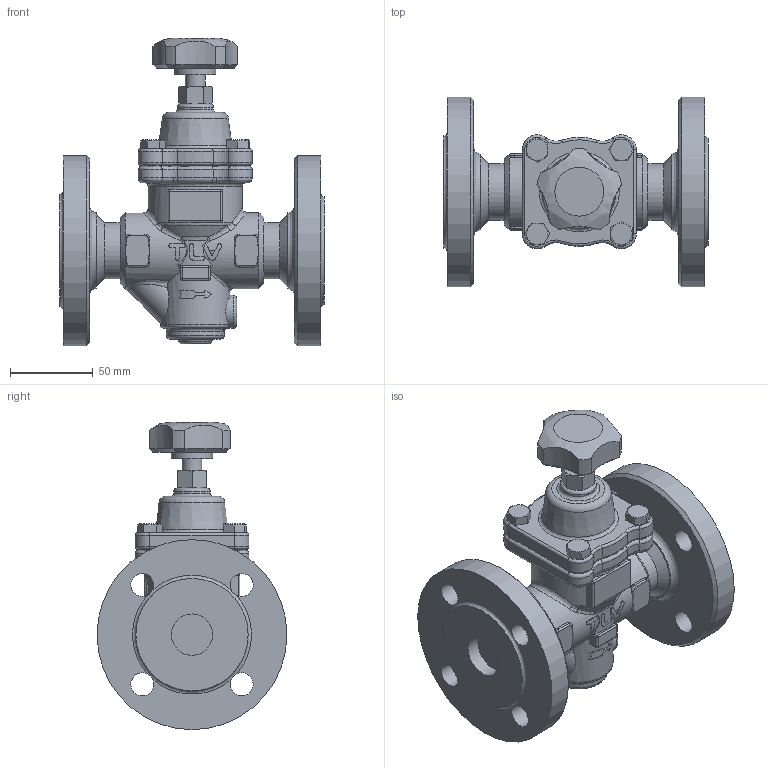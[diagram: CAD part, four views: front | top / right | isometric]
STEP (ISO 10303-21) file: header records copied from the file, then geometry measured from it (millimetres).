
FILE_DESCRIPTION((''),'2;1');
FILE_NAME('dr20x-025-e0025-00.stp','2009-10-08T11:34:59',('nakaot'),(''),'Autodesk Inventor 2008','Autodesk Inventor 2008','');
FILE_SCHEMA(('AUTOMOTIVE_DESIGN { 1 0 10303 214 1 1 1 1 }'));
Length unit declared in the file: millimetre
Products named in the file (1): dr20x-025-e0025-00
Bounding box: 160 x 115 x 186 mm (x, y, z)
Volume: 777297.9 mm3; surface area: 106085.6 mm2
Topology: 1 solids, 1 shells, 479 faces, 1159 edges, 684 vertices
Faces by surface type: cylinder 139, plane 118, bspline 91, torus 65, cone 58, sphere 8
Full cylindrical faces by diameter (mm): 8 x8, 12 x1, 20 x1, 22 x1, 25 x3, 34 x2, 35 x1, 42 x1, 46 x1, 57 x1, 58 x1, 115 x2
Entity records: 20234 total; most frequent: CARTESIAN_POINT 10120, ORIENTED_EDGE 2094, DIRECTION 2050, EDGE_CURVE 1047, AXIS2_PLACEMENT_3D 886, VERTEX_POINT 656, EDGE_LOOP 585, CIRCLE 489
